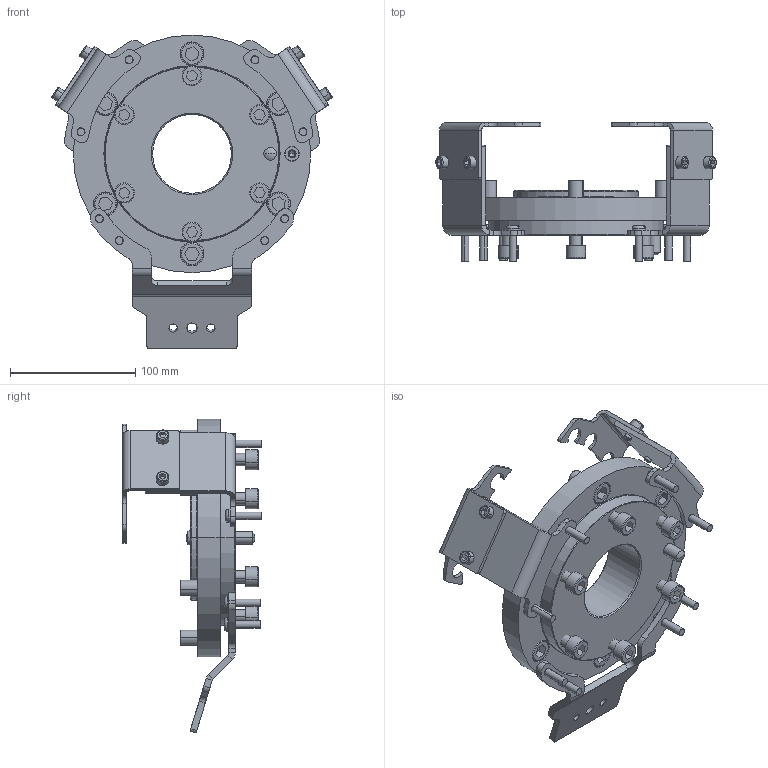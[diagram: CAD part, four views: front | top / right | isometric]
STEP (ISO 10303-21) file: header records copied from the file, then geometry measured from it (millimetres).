
FILE_DESCRIPTION (( 'STEP AP203' ), '1' );
FILE_NAME ('P5412.STEP', '2019-08-14T11:25:23', ( 'admin' ), ( '' ), 'SwSTEP 2.0', 'SolidWorks 2017', '' );
FILE_SCHEMA (( 'CONFIG_CONTROL_DESIGN' ));
Length unit declared in the file: millimetre
Products named in the file (1): P5412
Bounding box: 224.29 x 111.05 x 251.02 mm (x, y, z)
Volume: 760360.5 mm3; surface area: 181361.3 mm2
Topology: 32 solids, 32 shells, 741 faces, 1712 edges, 1075 vertices
Faces by surface type: cylinder 332, plane 279, torus 72, cone 52, sphere 6
Entity records: 21271 total; most frequent: DIRECTION 4062, CARTESIAN_POINT 3525, ORIENTED_EDGE 3416, EDGE_CURVE 1708, AXIS2_PLACEMENT_3D 1612, VERTEX_POINT 1075, CIRCLE 870, EDGE_LOOP 851
